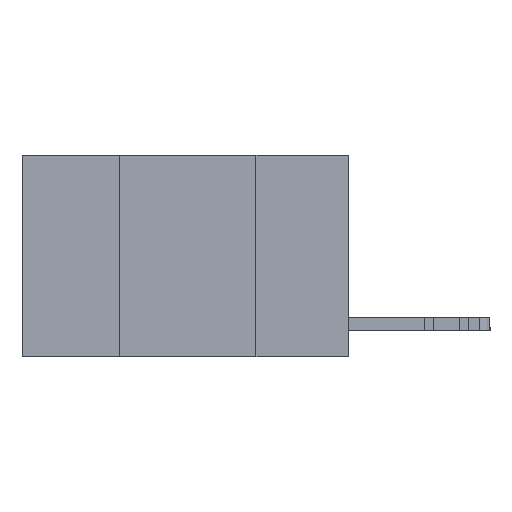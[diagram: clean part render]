
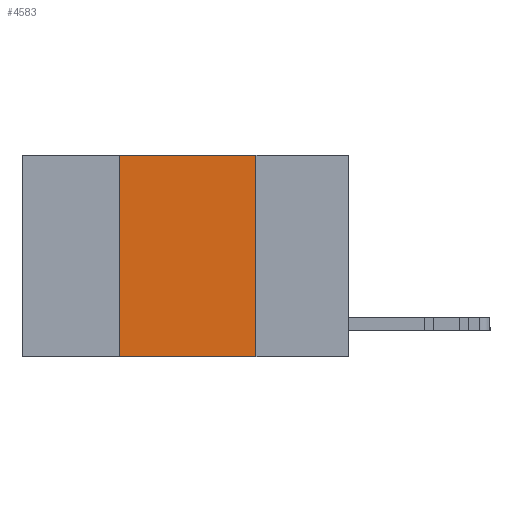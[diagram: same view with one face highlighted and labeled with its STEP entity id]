
A CAD part, left-side view. The second image highlights one B-rep face of the part: STEP entity #4583.
In plain terms, the highlighted planar face has unit normal (-1, 0, 0).
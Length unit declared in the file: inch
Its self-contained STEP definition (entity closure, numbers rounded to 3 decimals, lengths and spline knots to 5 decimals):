
#1200 = EDGE_CURVE ( 'NONE', #25845, #28191, #31090, .T. ) ;
#2267 = ORIENTED_EDGE ( 'NONE', *, *, #1200, .T. ) ;
#2881 = VERTEX_POINT ( 'NONE', #18366 ) ;
#3541 = DIRECTION ( 'NONE',  ( 0., 0., -1. ) ) ;
#3570 = VECTOR ( 'NONE', #4614, 39.37008 ) ;
#4142 = LINE ( 'NONE', #15497, #21093 ) ;
#4187 = ORIENTED_EDGE ( 'NONE', *, *, #8847, .F. ) ;
#4583 = ADVANCED_FACE ( 'NONE', ( #10641 ), #20228, .F. ) ;
#4614 = DIRECTION ( 'NONE',  ( 0., -1., 0. ) ) ;
#7950 = ORIENTED_EDGE ( 'NONE', *, *, #9698, .F. ) ;
#8258 = CARTESIAN_POINT ( 'NONE',  ( 0., 0.6, 0. ) ) ;
#8847 = EDGE_CURVE ( 'NONE', #25845, #2881, #11163, .T. ) ;
#9475 = CARTESIAN_POINT ( 'NONE',  ( 0., 0.17, 0. ) ) ;
#9698 = EDGE_CURVE ( 'NONE', #26088, #28191, #4142, .T. ) ;
#10523 = VECTOR ( 'NONE', #25341, 39.37008 ) ;
#10641 = FACE_OUTER_BOUND ( 'NONE', #20713, .T. ) ;
#11163 = LINE ( 'NONE', #15724, #10523 ) ;
#11238 = CARTESIAN_POINT ( 'NONE',  ( 0., 0.6, -0.37 ) ) ;
#12833 = VECTOR ( 'NONE', #25058, 39.37008 ) ;
#13139 = DIRECTION ( 'NONE',  ( 0., 0., -1. ) ) ;
#13854 = EDGE_CURVE ( 'NONE', #2881, #26088, #20466, .T. ) ;
#15497 = CARTESIAN_POINT ( 'NONE',  ( 0., 0.17, 0. ) ) ;
#15631 = CARTESIAN_POINT ( 'NONE',  ( 0., 0.42, -0.37 ) ) ;
#15724 = CARTESIAN_POINT ( 'NONE',  ( 0., 0.42, 0. ) ) ;
#17070 = ORIENTED_EDGE ( 'NONE', *, *, #13854, .F. ) ;
#17869 = DIRECTION ( 'NONE',  ( 1., 0., 0. ) ) ;
#18366 = CARTESIAN_POINT ( 'NONE',  ( 0., 0.42, 0. ) ) ;
#19620 = CARTESIAN_POINT ( 'NONE',  ( 0., 0.17, -0.37 ) ) ;
#20228 = PLANE ( 'NONE',  #21566 ) ;
#20466 = LINE ( 'NONE', #27867, #12833 ) ;
#20713 = EDGE_LOOP ( 'NONE', ( #7950, #17070, #4187, #2267 ) ) ;
#21093 = VECTOR ( 'NONE', #13139, 39.37008 ) ;
#21566 = AXIS2_PLACEMENT_3D ( 'NONE', #8258, #17869, #3541 ) ;
#25058 = DIRECTION ( 'NONE',  ( 0., -1., 0. ) ) ;
#25341 = DIRECTION ( 'NONE',  ( 0., 0., 1. ) ) ;
#25845 = VERTEX_POINT ( 'NONE', #15631 ) ;
#26088 = VERTEX_POINT ( 'NONE', #9475 ) ;
#27867 = CARTESIAN_POINT ( 'NONE',  ( 0., 0.6, 0. ) ) ;
#28191 = VERTEX_POINT ( 'NONE', #19620 ) ;
#31090 = LINE ( 'NONE', #11238, #3570 ) ;
